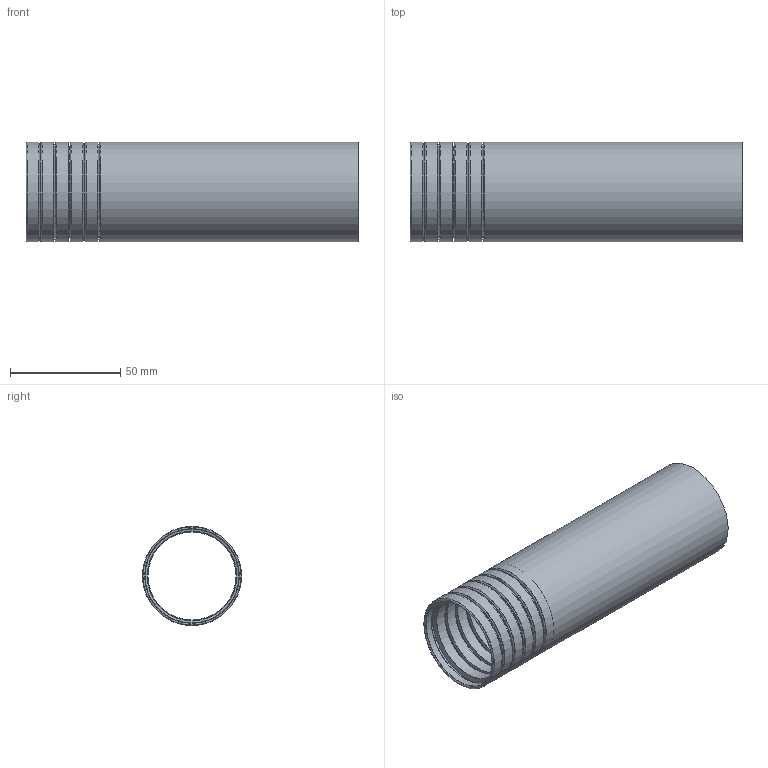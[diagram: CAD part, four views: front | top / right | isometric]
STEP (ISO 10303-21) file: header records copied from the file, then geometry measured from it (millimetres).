
FILE_DESCRIPTION( ( 'STEP AP203' ), '1' );
FILE_NAME( 'FLEXAgraff-AS 1080.101.040.stp', '2020-03-11T13:01:46', ( '' ), ( '' ), ' ', 'PARTsolutions', ' ' );
FILE_SCHEMA( ( 'CONFIG_CONTROL_DESIGN' ) );
Length unit declared in the file: millimetre
Products named in the file (1): _FLEXAgraff-AS 1080.101.040
Bounding box: 150.62 x 45 x 45 mm (x, y, z)
Volume: 41720.8 mm3; surface area: 59271.3 mm2
Topology: 1 solids, 1 shells, 85 faces, 158 edges, 85 vertices
Faces by surface type: cylinder 40, torus 22, plane 12, cone 11
Full cylindrical faces by diameter (mm): 40 x6, 40.625 x5, 41.875 x5, 42.5 x6, 43.125 x6, 44.375 x6, 45 x6
Entity records: 1752 total; most frequent: DIRECTION 342, CARTESIAN_POINT 256, AXIS2_PLACEMENT_3D 171, EDGE_LOOP 170, ORIENTED_EDGE 170, FACE_OUTER_BOUND 147, ADVANCED_FACE 85, EDGE_CURVE 85
